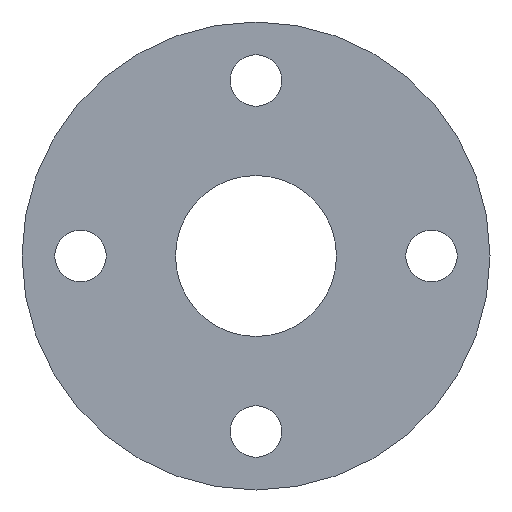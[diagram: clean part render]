
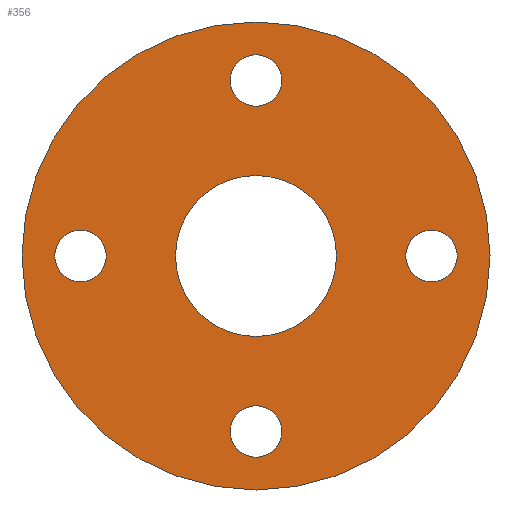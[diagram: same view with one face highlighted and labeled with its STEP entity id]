
A CAD part, front view. The second image highlights one B-rep face of the part: STEP entity #356.
In plain terms, the highlighted planar face has unit normal (0, -1, 0).
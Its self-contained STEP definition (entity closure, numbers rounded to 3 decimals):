
#8 = CARTESIAN_POINT ( 'NONE',  ( 0., 0., 37.5 ) ) ;
#9 = DIRECTION ( 'NONE',  ( 0., 0., -1. ) ) ;
#12 = FACE_OUTER_BOUND ( 'NONE', #319, .T. ) ;
#13 = CARTESIAN_POINT ( 'NONE',  ( 37.5, 0., 5.5 ) ) ;
#15 = EDGE_CURVE ( 'NONE', #237, #196, #156, .T. ) ;
#18 = FACE_BOUND ( 'NONE', #40, .T. ) ;
#20 = CIRCLE ( 'NONE', #409, 17.2 ) ;
#21 = AXIS2_PLACEMENT_3D ( 'NONE', #85, #81, #313 ) ;
#25 = CARTESIAN_POINT ( 'NONE',  ( 0., 0., 0. ) ) ;
#32 = EDGE_CURVE ( 'NONE', #193, #200, #567, .T. ) ;
#39 = EDGE_CURVE ( 'NONE', #200, #193, #447, .T. ) ;
#40 = EDGE_LOOP ( 'NONE', ( #581, #330 ) ) ;
#41 = ORIENTED_EDGE ( 'NONE', *, *, #271, .F. ) ;
#54 = DIRECTION ( 'NONE',  ( 0., -1., 0. ) ) ;
#57 = CARTESIAN_POINT ( 'NONE',  ( 0., 0., -32. ) ) ;
#64 = CARTESIAN_POINT ( 'NONE',  ( 0., 0., -17.2 ) ) ;
#74 = CARTESIAN_POINT ( 'NONE',  ( 0., 0., -50. ) ) ;
#80 = AXIS2_PLACEMENT_3D ( 'NONE', #457, #151, #281 ) ;
#81 = DIRECTION ( 'NONE',  ( 0., -1., 0. ) ) ;
#85 = CARTESIAN_POINT ( 'NONE',  ( -37.5, 0., 0. ) ) ;
#88 = EDGE_LOOP ( 'NONE', ( #542, #41 ) ) ;
#102 = CIRCLE ( 'NONE', #160, 5.5 ) ;
#107 = CARTESIAN_POINT ( 'NONE',  ( 37.5, 0., 0. ) ) ;
#109 = ORIENTED_EDGE ( 'NONE', *, *, #369, .F. ) ;
#112 = DIRECTION ( 'NONE',  ( 0., 0., -1. ) ) ;
#114 = CIRCLE ( 'NONE', #405, 5.5 ) ;
#119 = CARTESIAN_POINT ( 'NONE',  ( 37.5, 0., -5.5 ) ) ;
#124 = AXIS2_PLACEMENT_3D ( 'NONE', #471, #366, #244 ) ;
#130 = CIRCLE ( 'NONE', #213, 5.5 ) ;
#133 = VERTEX_POINT ( 'NONE', #119 ) ;
#136 = CARTESIAN_POINT ( 'NONE',  ( 0., 0., -43. ) ) ;
#142 = EDGE_LOOP ( 'NONE', ( #493, #109 ) ) ;
#143 = VERTEX_POINT ( 'NONE', #433 ) ;
#144 = DIRECTION ( 'NONE',  ( 0., 0., -1. ) ) ;
#146 = ORIENTED_EDGE ( 'NONE', *, *, #15, .T. ) ;
#147 = EDGE_CURVE ( 'NONE', #196, #237, #20, .T. ) ;
#151 = DIRECTION ( 'NONE',  ( 0., -1., 0. ) ) ;
#152 = DIRECTION ( 'NONE',  ( 0., -1., 0. ) ) ;
#156 = CIRCLE ( 'NONE', #522, 17.2 ) ;
#160 = AXIS2_PLACEMENT_3D ( 'NONE', #8, #427, #112 ) ;
#187 = CARTESIAN_POINT ( 'NONE',  ( 0., 0., 0. ) ) ;
#189 = CARTESIAN_POINT ( 'NONE',  ( -37.5, 0., 5.5 ) ) ;
#193 = VERTEX_POINT ( 'NONE', #74 ) ;
#195 = DIRECTION ( 'NONE',  ( 0., 0., -1. ) ) ;
#196 = VERTEX_POINT ( 'NONE', #64 ) ;
#197 = CARTESIAN_POINT ( 'NONE',  ( 0., 0., -37.5 ) ) ;
#200 = VERTEX_POINT ( 'NONE', #536 ) ;
#203 = DIRECTION ( 'NONE',  ( 0., 0., 1. ) ) ;
#213 = AXIS2_PLACEMENT_3D ( 'NONE', #197, #54, #238 ) ;
#216 = CARTESIAN_POINT ( 'NONE',  ( 0., 0., 17.2 ) ) ;
#233 = AXIS2_PLACEMENT_3D ( 'NONE', #370, #507, #288 ) ;
#237 = VERTEX_POINT ( 'NONE', #216 ) ;
#238 = DIRECTION ( 'NONE',  ( 0., 0., -1. ) ) ;
#239 = DIRECTION ( 'NONE',  ( 0., -1., 0. ) ) ;
#244 = DIRECTION ( 'NONE',  ( 0., 0., 1. ) ) ;
#250 = CARTESIAN_POINT ( 'NONE',  ( 0., 0., 37.5 ) ) ;
#260 = CIRCLE ( 'NONE', #21, 5.5 ) ;
#267 = AXIS2_PLACEMENT_3D ( 'NONE', #250, #568, #383 ) ;
#268 = VERTEX_POINT ( 'NONE', #189 ) ;
#271 = EDGE_CURVE ( 'NONE', #268, #399, #260, .T. ) ;
#275 = CARTESIAN_POINT ( 'NONE',  ( 0., 0., 32. ) ) ;
#279 = CARTESIAN_POINT ( 'NONE',  ( -37.5, 0., 0. ) ) ;
#281 = DIRECTION ( 'NONE',  ( 0., 0., -1. ) ) ;
#288 = DIRECTION ( 'NONE',  ( 0., 0., 1. ) ) ;
#290 = VERTEX_POINT ( 'NONE', #275 ) ;
#300 = CIRCLE ( 'NONE', #475, 5.5 ) ;
#309 = VERTEX_POINT ( 'NONE', #136 ) ;
#310 = CIRCLE ( 'NONE', #267, 5.5 ) ;
#311 = ORIENTED_EDGE ( 'NONE', *, *, #32, .F. ) ;
#313 = DIRECTION ( 'NONE',  ( 0., 0., -1. ) ) ;
#319 = EDGE_LOOP ( 'NONE', ( #500, #311 ) ) ;
#323 = DIRECTION ( 'NONE',  ( 0., -1., 0. ) ) ;
#325 = DIRECTION ( 'NONE',  ( 0., 1., 0. ) ) ;
#330 = ORIENTED_EDGE ( 'NONE', *, *, #476, .F. ) ;
#334 = EDGE_CURVE ( 'NONE', #309, #403, #469, .T. ) ;
#344 = DIRECTION ( 'NONE',  ( 0., 1., 0. ) ) ;
#348 = EDGE_CURVE ( 'NONE', #290, #143, #102, .T. ) ;
#356 = ADVANCED_FACE ( 'NONE', ( #18, #505, #421, #472, #416, #12 ), #470, .T. ) ;
#366 = DIRECTION ( 'NONE',  ( 0., 1., 0. ) ) ;
#369 = EDGE_CURVE ( 'NONE', #403, #309, #130, .T. ) ;
#370 = CARTESIAN_POINT ( 'NONE',  ( 0., 0., 0. ) ) ;
#380 = CIRCLE ( 'NONE', #562, 5.5 ) ;
#383 = DIRECTION ( 'NONE',  ( 0., 0., -1. ) ) ;
#385 = DIRECTION ( 'NONE',  ( 0., 0., -1. ) ) ;
#399 = VERTEX_POINT ( 'NONE', #513 ) ;
#403 = VERTEX_POINT ( 'NONE', #57 ) ;
#405 = AXIS2_PLACEMENT_3D ( 'NONE', #510, #152, #144 ) ;
#409 = AXIS2_PLACEMENT_3D ( 'NONE', #25, #344, #573 ) ;
#410 = EDGE_CURVE ( 'NONE', #143, #290, #310, .T. ) ;
#416 = FACE_BOUND ( 'NONE', #423, .T. ) ;
#421 = FACE_BOUND ( 'NONE', #88, .T. ) ;
#423 = EDGE_LOOP ( 'NONE', ( #146, #589 ) ) ;
#427 = DIRECTION ( 'NONE',  ( 0., -1., 0. ) ) ;
#433 = CARTESIAN_POINT ( 'NONE',  ( 0., 0., 43. ) ) ;
#444 = ORIENTED_EDGE ( 'NONE', *, *, #348, .F. ) ;
#447 = CIRCLE ( 'NONE', #233, 50. ) ;
#457 = CARTESIAN_POINT ( 'NONE',  ( 0., 0., -37.5 ) ) ;
#458 = DIRECTION ( 'NONE',  ( 0., -1., 0. ) ) ;
#469 = CIRCLE ( 'NONE', #80, 5.5 ) ;
#470 = PLANE ( 'NONE',  #571 ) ;
#471 = CARTESIAN_POINT ( 'NONE',  ( 0., 0., 0. ) ) ;
#472 = FACE_BOUND ( 'NONE', #142, .T. ) ;
#475 = AXIS2_PLACEMENT_3D ( 'NONE', #279, #458, #195 ) ;
#476 = EDGE_CURVE ( 'NONE', #584, #133, #114, .T. ) ;
#491 = EDGE_LOOP ( 'NONE', ( #444, #512 ) ) ;
#493 = ORIENTED_EDGE ( 'NONE', *, *, #334, .F. ) ;
#500 = ORIENTED_EDGE ( 'NONE', *, *, #39, .F. ) ;
#505 = FACE_BOUND ( 'NONE', #491, .T. ) ;
#507 = DIRECTION ( 'NONE',  ( 0., 1., 0. ) ) ;
#510 = CARTESIAN_POINT ( 'NONE',  ( 37.5, 0., 0. ) ) ;
#512 = ORIENTED_EDGE ( 'NONE', *, *, #410, .F. ) ;
#513 = CARTESIAN_POINT ( 'NONE',  ( -37.5, 0., -5.5 ) ) ;
#517 = CARTESIAN_POINT ( 'NONE',  ( 0., 0., 50. ) ) ;
#519 = EDGE_CURVE ( 'NONE', #133, #584, #380, .T. ) ;
#522 = AXIS2_PLACEMENT_3D ( 'NONE', #187, #325, #203 ) ;
#536 = CARTESIAN_POINT ( 'NONE',  ( 0., 0., 50. ) ) ;
#542 = ORIENTED_EDGE ( 'NONE', *, *, #590, .F. ) ;
#562 = AXIS2_PLACEMENT_3D ( 'NONE', #107, #239, #9 ) ;
#567 = CIRCLE ( 'NONE', #124, 50. ) ;
#568 = DIRECTION ( 'NONE',  ( 0., -1., 0. ) ) ;
#571 = AXIS2_PLACEMENT_3D ( 'NONE', #517, #323, #385 ) ;
#573 = DIRECTION ( 'NONE',  ( 0., 0., 1. ) ) ;
#581 = ORIENTED_EDGE ( 'NONE', *, *, #519, .F. ) ;
#584 = VERTEX_POINT ( 'NONE', #13 ) ;
#589 = ORIENTED_EDGE ( 'NONE', *, *, #147, .T. ) ;
#590 = EDGE_CURVE ( 'NONE', #399, #268, #300, .T. ) ;
